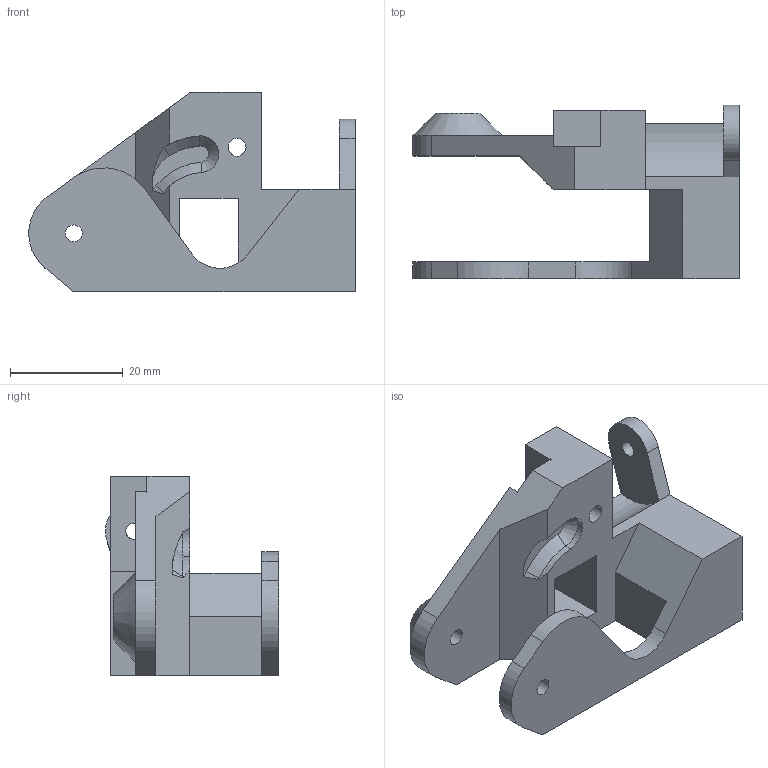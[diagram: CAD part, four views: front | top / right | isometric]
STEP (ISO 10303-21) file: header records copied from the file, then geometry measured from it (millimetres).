
FILE_DESCRIPTION(/* description */ ('STEP AP242','CAx-IF Rec.Pracs.---Representation and Presentation of Product Manufacturing Information (PMI)---4.0---2014-10-13','CAx-IF Rec.Pracs.---3D Tessellated Geometry---0.4---2014-09-14','2;1'),/* implementation_level */ '2;1');
FILE_NAME(/* name */ '65948649be34dc4e93d6531d',/* time_stamp */ '2024-01-02T21:55:21Z',/* author */ (''),/* organization */ (''),/* preprocessor_version */ 'ST-DEVELOPER v19.4',/* originating_system */ ' ',/* authorisation */ ' ');
FILE_SCHEMA (('AP242_MANAGED_MODEL_BASED_3D_ENGINEERING_MIM_LF { 1 0 10303 442 1 1 4 }'));
Length unit declared in the file: metre
Products named in the file (1): Part 1
Bounding box: 57.99 x 30.8 x 35.49 mm (x, y, z)
Volume: 15205.3 mm3; surface area: 8776.5 mm2
Topology: 1 solids, 1 shells, 67 faces, 189 edges, 124 vertices
Faces by surface type: plane 42, cylinder 19, cone 6
Full cylindrical faces by diameter (mm): 2.8 x3, 3 x2, 3.2 x1
Entity records: 2177 total; most frequent: CARTESIAN_POINT 408, ORIENTED_EDGE 356, DIRECTION 355, EDGE_CURVE 178, LINE 129, VECTOR 129, VERTEX_POINT 120, AXIS2_PLACEMENT_3D 113
